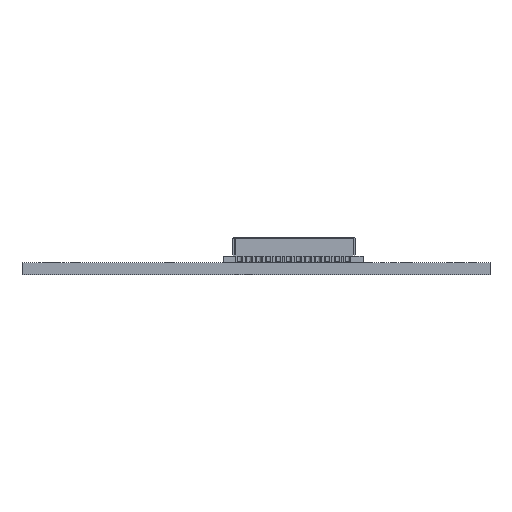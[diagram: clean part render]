
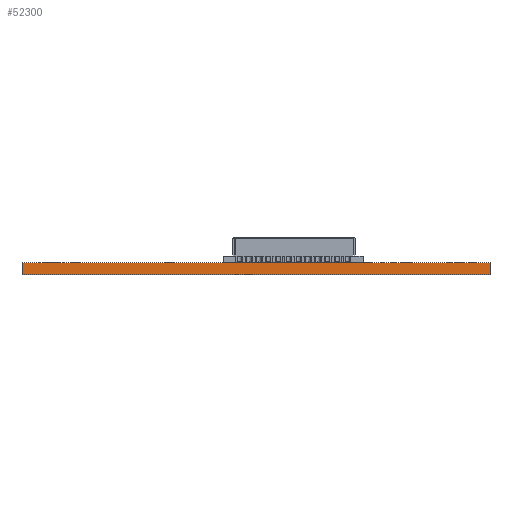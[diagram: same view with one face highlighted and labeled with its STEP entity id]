
A CAD part, front view. The second image highlights one B-rep face of the part: STEP entity #52300.
In plain terms, the highlighted planar face has unit normal (0, -1, 0).
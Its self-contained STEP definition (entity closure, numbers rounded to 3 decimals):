
#52119 = PLANE('',#52120);
#52120 = AXIS2_PLACEMENT_3D('',#52121,#52122,#52123);
#52121 = CARTESIAN_POINT('',(226.314,-64.77,0.));
#52122 = DIRECTION('',(1.,0.,-0.));
#52123 = DIRECTION('',(0.,-1.,0.));
#52144 = VERTEX_POINT('',#52145);
#52145 = CARTESIAN_POINT('',(226.314,-122.936,1.6));
#52159 = PLANE('',#52160);
#52160 = AXIS2_PLACEMENT_3D('',#52161,#52162,#52163);
#52161 = CARTESIAN_POINT('',(196.088,-93.853,1.6));
#52162 = DIRECTION('',(-0.,-0.,-1.));
#52163 = DIRECTION('',(-1.,0.,0.));
#52171 = EDGE_CURVE('',#52172,#52144,#52174,.T.);
#52172 = VERTEX_POINT('',#52173);
#52173 = CARTESIAN_POINT('',(226.314,-122.936,0.));
#52174 = SURFACE_CURVE('',#52175,(#52179,#52186),.PCURVE_S1.);
#52175 = LINE('',#52176,#52177);
#52176 = CARTESIAN_POINT('',(226.314,-122.936,0.));
#52177 = VECTOR('',#52178,1.);
#52178 = DIRECTION('',(0.,0.,1.));
#52179 = PCURVE('',#52119,#52180);
#52180 = DEFINITIONAL_REPRESENTATION('',(#52181),#52185);
#52181 = LINE('',#52182,#52183);
#52182 = CARTESIAN_POINT('',(58.166,0.));
#52183 = VECTOR('',#52184,1.);
#52184 = DIRECTION('',(0.,-1.));
#52185 = ( GEOMETRIC_REPRESENTATION_CONTEXT(2) 
PARAMETRIC_REPRESENTATION_CONTEXT() REPRESENTATION_CONTEXT('2D SPACE',''
  ) );
#52186 = PCURVE('',#52187,#52192);
#52187 = PLANE('',#52188);
#52188 = AXIS2_PLACEMENT_3D('',#52189,#52190,#52191);
#52189 = CARTESIAN_POINT('',(226.314,-122.936,0.));
#52190 = DIRECTION('',(0.,-1.,0.));
#52191 = DIRECTION('',(-1.,0.,0.));
#52192 = DEFINITIONAL_REPRESENTATION('',(#52193),#52197);
#52193 = LINE('',#52194,#52195);
#52194 = CARTESIAN_POINT('',(0.,-0.));
#52195 = VECTOR('',#52196,1.);
#52196 = DIRECTION('',(0.,-1.));
#52197 = ( GEOMETRIC_REPRESENTATION_CONTEXT(2) 
PARAMETRIC_REPRESENTATION_CONTEXT() REPRESENTATION_CONTEXT('2D SPACE',''
  ) );
#52213 = PLANE('',#52214);
#52214 = AXIS2_PLACEMENT_3D('',#52215,#52216,#52217);
#52215 = CARTESIAN_POINT('',(196.088,-93.853,0.));
#52216 = DIRECTION('',(-0.,-0.,-1.));
#52217 = DIRECTION('',(-1.,0.,0.));
#52246 = PLANE('',#52247);
#52247 = AXIS2_PLACEMENT_3D('',#52248,#52249,#52250);
#52248 = CARTESIAN_POINT('',(165.862,-122.936,0.));
#52249 = DIRECTION('',(-1.,0.,0.));
#52250 = DIRECTION('',(0.,1.,0.));
#52300 = ADVANCED_FACE('',(#52301),#52187,.T.);
#52301 = FACE_BOUND('',#52302,.T.);
#52302 = EDGE_LOOP('',(#52303,#52304,#52327,#52350));
#52303 = ORIENTED_EDGE('',*,*,#52171,.T.);
#52304 = ORIENTED_EDGE('',*,*,#52305,.T.);
#52305 = EDGE_CURVE('',#52144,#52306,#52308,.T.);
#52306 = VERTEX_POINT('',#52307);
#52307 = CARTESIAN_POINT('',(165.862,-122.936,1.6));
#52308 = SURFACE_CURVE('',#52309,(#52313,#52320),.PCURVE_S1.);
#52309 = LINE('',#52310,#52311);
#52310 = CARTESIAN_POINT('',(226.314,-122.936,1.6));
#52311 = VECTOR('',#52312,1.);
#52312 = DIRECTION('',(-1.,0.,0.));
#52313 = PCURVE('',#52187,#52314);
#52314 = DEFINITIONAL_REPRESENTATION('',(#52315),#52319);
#52315 = LINE('',#52316,#52317);
#52316 = CARTESIAN_POINT('',(0.,-1.6));
#52317 = VECTOR('',#52318,1.);
#52318 = DIRECTION('',(1.,0.));
#52319 = ( GEOMETRIC_REPRESENTATION_CONTEXT(2) 
PARAMETRIC_REPRESENTATION_CONTEXT() REPRESENTATION_CONTEXT('2D SPACE',''
  ) );
#52320 = PCURVE('',#52159,#52321);
#52321 = DEFINITIONAL_REPRESENTATION('',(#52322),#52326);
#52322 = LINE('',#52323,#52324);
#52323 = CARTESIAN_POINT('',(-30.226,-29.083));
#52324 = VECTOR('',#52325,1.);
#52325 = DIRECTION('',(1.,0.));
#52326 = ( GEOMETRIC_REPRESENTATION_CONTEXT(2) 
PARAMETRIC_REPRESENTATION_CONTEXT() REPRESENTATION_CONTEXT('2D SPACE',''
  ) );
#52327 = ORIENTED_EDGE('',*,*,#52328,.F.);
#52328 = EDGE_CURVE('',#52329,#52306,#52331,.T.);
#52329 = VERTEX_POINT('',#52330);
#52330 = CARTESIAN_POINT('',(165.862,-122.936,0.));
#52331 = SURFACE_CURVE('',#52332,(#52336,#52343),.PCURVE_S1.);
#52332 = LINE('',#52333,#52334);
#52333 = CARTESIAN_POINT('',(165.862,-122.936,0.));
#52334 = VECTOR('',#52335,1.);
#52335 = DIRECTION('',(0.,0.,1.));
#52336 = PCURVE('',#52187,#52337);
#52337 = DEFINITIONAL_REPRESENTATION('',(#52338),#52342);
#52338 = LINE('',#52339,#52340);
#52339 = CARTESIAN_POINT('',(60.452,0.));
#52340 = VECTOR('',#52341,1.);
#52341 = DIRECTION('',(0.,-1.));
#52342 = ( GEOMETRIC_REPRESENTATION_CONTEXT(2) 
PARAMETRIC_REPRESENTATION_CONTEXT() REPRESENTATION_CONTEXT('2D SPACE',''
  ) );
#52343 = PCURVE('',#52246,#52344);
#52344 = DEFINITIONAL_REPRESENTATION('',(#52345),#52349);
#52345 = LINE('',#52346,#52347);
#52346 = CARTESIAN_POINT('',(0.,0.));
#52347 = VECTOR('',#52348,1.);
#52348 = DIRECTION('',(0.,-1.));
#52349 = ( GEOMETRIC_REPRESENTATION_CONTEXT(2) 
PARAMETRIC_REPRESENTATION_CONTEXT() REPRESENTATION_CONTEXT('2D SPACE',''
  ) );
#52350 = ORIENTED_EDGE('',*,*,#52351,.F.);
#52351 = EDGE_CURVE('',#52172,#52329,#52352,.T.);
#52352 = SURFACE_CURVE('',#52353,(#52357,#52364),.PCURVE_S1.);
#52353 = LINE('',#52354,#52355);
#52354 = CARTESIAN_POINT('',(226.314,-122.936,0.));
#52355 = VECTOR('',#52356,1.);
#52356 = DIRECTION('',(-1.,0.,0.));
#52357 = PCURVE('',#52187,#52358);
#52358 = DEFINITIONAL_REPRESENTATION('',(#52359),#52363);
#52359 = LINE('',#52360,#52361);
#52360 = CARTESIAN_POINT('',(0.,-0.));
#52361 = VECTOR('',#52362,1.);
#52362 = DIRECTION('',(1.,0.));
#52363 = ( GEOMETRIC_REPRESENTATION_CONTEXT(2) 
PARAMETRIC_REPRESENTATION_CONTEXT() REPRESENTATION_CONTEXT('2D SPACE',''
  ) );
#52364 = PCURVE('',#52213,#52365);
#52365 = DEFINITIONAL_REPRESENTATION('',(#52366),#52370);
#52366 = LINE('',#52367,#52368);
#52367 = CARTESIAN_POINT('',(-30.226,-29.083));
#52368 = VECTOR('',#52369,1.);
#52369 = DIRECTION('',(1.,0.));
#52370 = ( GEOMETRIC_REPRESENTATION_CONTEXT(2) 
PARAMETRIC_REPRESENTATION_CONTEXT() REPRESENTATION_CONTEXT('2D SPACE',''
  ) );
